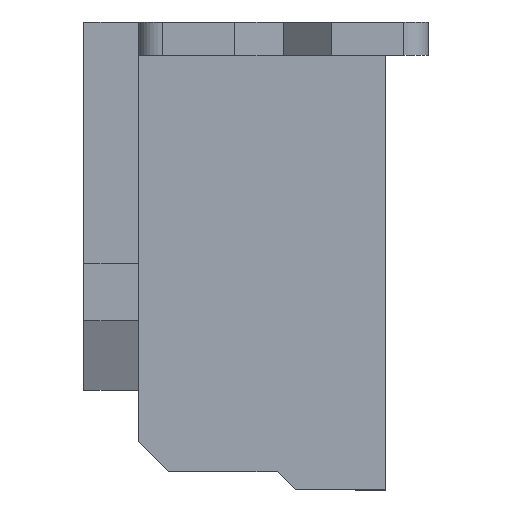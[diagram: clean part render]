
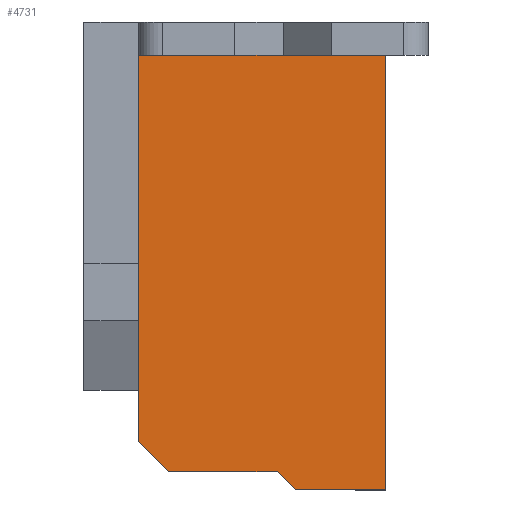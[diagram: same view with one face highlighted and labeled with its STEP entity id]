
A CAD part, left-side view. The second image highlights one B-rep face of the part: STEP entity #4731.
In plain terms, the highlighted planar face has unit normal (-1, 0, 0).
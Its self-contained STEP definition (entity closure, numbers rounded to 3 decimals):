
#4731=ADVANCED_FACE('',(#13045),#13047,.F.);
#13045=FACE_BOUND('',#13046,.T.);
#13046=EDGE_LOOP('',(#16682,#16683,#16684,#16685,#16686,#16687,#16688,#16689));
#13047=PLANE('',#13048);
#13048=AXIS2_PLACEMENT_3D('',#13049,#13050,#13051);
#13049=CARTESIAN_POINT('',(-1.6,0.,0.));
#13050=DIRECTION('',(1.,0.,0.));
#13051=DIRECTION('',(0.,1.,0.));
#16682=ORIENTED_EDGE('',*,*,#18795,.F.);
#16683=ORIENTED_EDGE('',*,*,#18589,.F.);
#16684=ORIENTED_EDGE('',*,*,#18794,.F.);
#16685=ORIENTED_EDGE('',*,*,#18796,.F.);
#16686=ORIENTED_EDGE('',*,*,#18797,.F.);
#16687=ORIENTED_EDGE('',*,*,#18798,.F.);
#16688=ORIENTED_EDGE('',*,*,#18799,.F.);
#16689=ORIENTED_EDGE('',*,*,#18785,.F.);
#18589=EDGE_CURVE('',#21122,#21124,#21125,.T.);
#18785=EDGE_CURVE('',#21201,#21435,#21436,.T.);
#18794=EDGE_CURVE('',#21449,#21122,#21451,.T.);
#18795=EDGE_CURVE('',#21124,#21201,#21452,.T.);
#18796=EDGE_CURVE('',#21453,#21449,#21454,.T.);
#18797=EDGE_CURVE('',#21455,#21453,#21456,.T.);
#18798=EDGE_CURVE('',#21457,#21455,#21458,.T.);
#18799=EDGE_CURVE('',#21435,#21457,#21459,.T.);
#21122=VERTEX_POINT('',#27696);
#21124=VERTEX_POINT('',#27700);
#21125=LINE('',#27701,#27702);
#21201=VERTEX_POINT('',#27878);
#21435=VERTEX_POINT('',#28407);
#21436=LINE('',#28408,#28409);
#21449=VERTEX_POINT('',#28437);
#21451=LINE('',#28441,#28442);
#21452=LINE('',#28444,#28445);
#21453=VERTEX_POINT('',#28447);
#21454=LINE('',#28448,#28449);
#21455=VERTEX_POINT('',#28451);
#21456=LINE('',#28452,#28453);
#21457=VERTEX_POINT('',#28455);
#21458=LINE('',#28456,#28457);
#21459=LINE('',#28459,#28460);
#27696=CARTESIAN_POINT('',(-1.6,1.45,0.8));
#27700=CARTESIAN_POINT('',(-1.6,1.45,7.2));
#27701=CARTESIAN_POINT('',(-1.6,1.45,0.8));
#27702=VECTOR('',#27703,1.);
#27703=DIRECTION('',(0.,0.,1.));
#27878=CARTESIAN_POINT('',(-1.6,-0.95,7.2));
#28407=CARTESIAN_POINT('',(-1.6,-2.65,7.2));
#28408=CARTESIAN_POINT('',(-1.6,-0.95,7.2));
#28409=VECTOR('',#28410,1.);
#28410=DIRECTION('',(0.,-1.,0.));
#28437=CARTESIAN_POINT('',(-1.6,0.95,0.3));
#28441=CARTESIAN_POINT('',(-1.6,0.95,0.3));
#28442=VECTOR('',#28443,1.);
#28443=DIRECTION('',(0.,0.707,0.707));
#28444=CARTESIAN_POINT('',(-1.6,1.45,7.2));
#28445=VECTOR('',#28446,1.);
#28446=DIRECTION('',(0.,-1.,0.));
#28447=CARTESIAN_POINT('',(-1.6,-0.85,0.3));
#28448=CARTESIAN_POINT('',(-1.6,-0.85,0.3));
#28449=VECTOR('',#28450,1.);
#28450=DIRECTION('',(0.,1.,0.));
#28451=CARTESIAN_POINT('',(-1.6,-1.15,0.));
#28452=CARTESIAN_POINT('',(-1.6,-1.15,0.));
#28453=VECTOR('',#28454,1.);
#28454=DIRECTION('',(0.,0.707,0.707));
#28455=CARTESIAN_POINT('',(-1.6,-2.65,0.));
#28456=CARTESIAN_POINT('',(-1.6,-2.65,0.));
#28457=VECTOR('',#28458,1.);
#28458=DIRECTION('',(0.,1.,0.));
#28459=CARTESIAN_POINT('',(-1.6,-2.65,7.2));
#28460=VECTOR('',#28461,1.);
#28461=DIRECTION('',(0.,0.,-1.));
